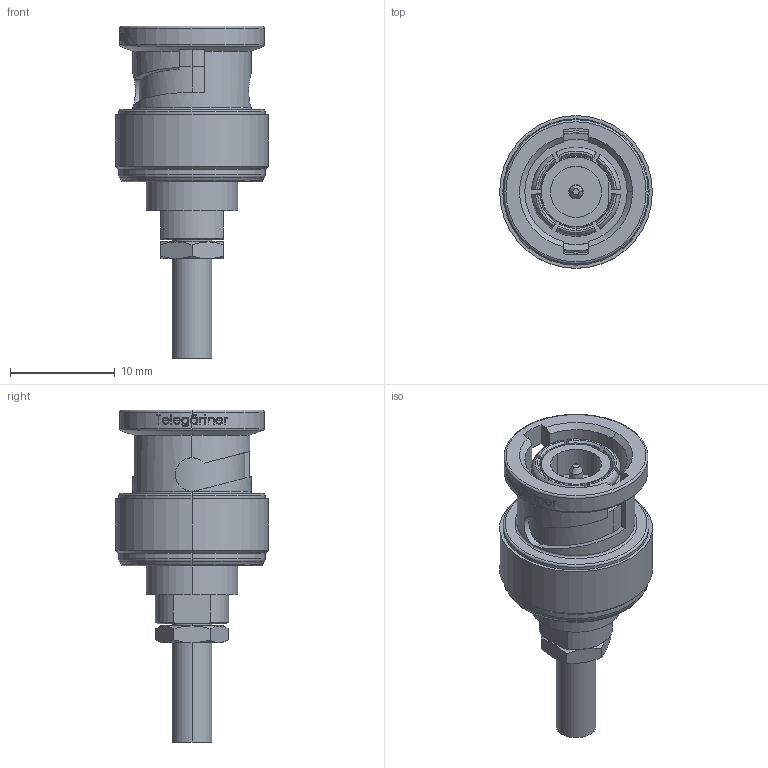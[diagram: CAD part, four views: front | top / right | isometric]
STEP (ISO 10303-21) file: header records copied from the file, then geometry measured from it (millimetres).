
FILE_DESCRIPTION (( 'STEP AP214' ), '1' );
FILE_NAME ('J01000L1294.STEP', '2019-07-03T06:32:30', ( '' ), ( '' ), 'SwSTEP 2.0', 'SolidWorks 2018', '' );
FILE_SCHEMA (( 'AUTOMOTIVE_DESIGN' ));
Length unit declared in the file: millimetre
Products named in the file (1): J01000L1294
Bounding box: 14.6 x 14.6 x 31.75 mm (x, y, z)
Volume: 2139.3 mm3; surface area: 1817.3 mm2
Topology: 1 solids, 1 shells, 331 faces, 844 edges, 548 vertices
Faces by surface type: plane 114, bspline 78, cylinder 77, cone 44, torus 18
Entity records: 16585 total; most frequent: CARTESIAN_POINT 5552, ORIENTED_EDGE 1688, DIRECTION 1314, EDGE_CURVE 844, VERTEX_POINT 548, AXIS2_PLACEMENT_3D 475, EDGE_LOOP 368, LINE 364
